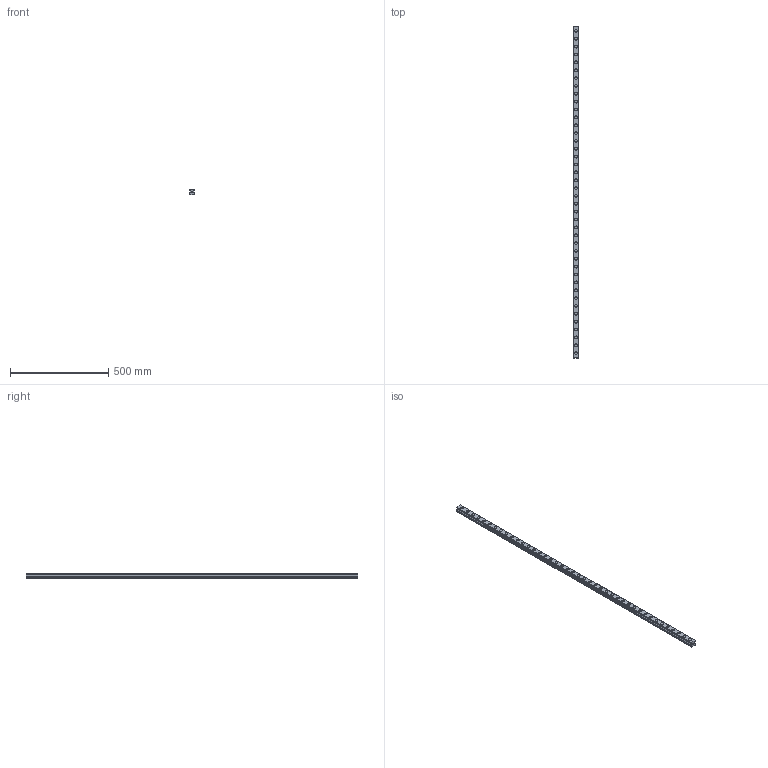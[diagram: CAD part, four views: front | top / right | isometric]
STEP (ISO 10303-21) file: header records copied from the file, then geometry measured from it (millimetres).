
FILE_DESCRIPTION(('STEP AP214'),'1');
FILE_NAME('cctmp_8CEE86B9-4119-4D28-BA2B-25EE25E206DD_2021_03_11_15_58_25_0810..stp','2021-03-11T14:58:26',('HIWIN GmbH'),('CADClick - www.CADClick.com'),'Spatial InterOp 3D',' ','unknown authorization');
FILE_SCHEMA(('AUTOMOTIVE_DESIGN'));
Length unit declared in the file: millimetre
Products named in the file (1): RGR30R1690H_FILE
Bounding box: 28 x 1690 x 28 mm (x, y, z)
Volume: 970500.1 mm3; surface area: 250939.6 mm2
Topology: 1 solids, 1 shells, 493 faces, 1083 edges, 722 vertices
Faces by surface type: cylinder 270, plane 223
Entity records: 17745 total; most frequent: DIRECTION 2611, CARTESIAN_POINT 2299, ORIENTED_EDGE 2166, EDGE_CURVE 1083, AXIS2_PLACEMENT_3D 1034, VERTEX_POINT 722, EDGE_LOOP 623, LINE 543
